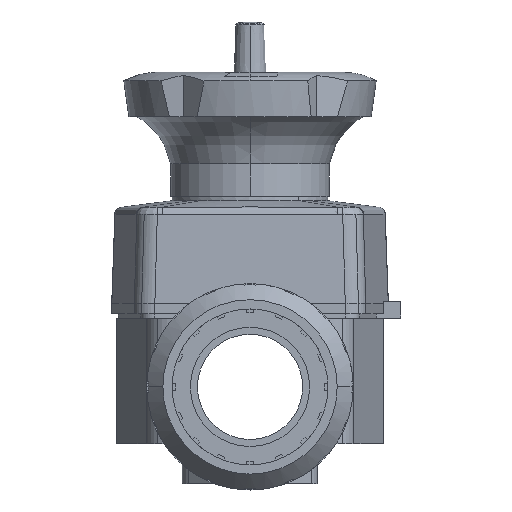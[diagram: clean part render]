
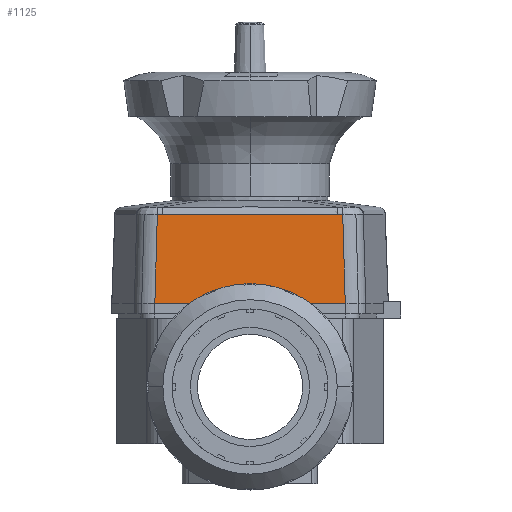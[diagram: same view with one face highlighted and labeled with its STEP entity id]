
A CAD part, left-side view. The second image highlights one B-rep face of the part: STEP entity #1125.
In plain terms, the highlighted planar face has unit normal (-0.999, 0, 0.035).
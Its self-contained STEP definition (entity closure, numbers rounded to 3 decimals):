
#1125=ADVANCED_FACE('',(#2453),#2454,.T.);
#2453=FACE_OUTER_BOUND('',#4922,.T.);
#2454=PLANE('',#4923);
#4922=EDGE_LOOP('',(#8547,#8548,#8549,#8550,#8551,#8552,#8553,#8554));
#4923=AXIS2_PLACEMENT_3D('',#8555,#8556,#8557);
#8547=ORIENTED_EDGE('',*,*,#11771,.F.);
#8548=ORIENTED_EDGE('',*,*,#11767,.F.);
#8549=ORIENTED_EDGE('',*,*,#11779,.F.);
#8550=ORIENTED_EDGE('',*,*,#11675,.F.);
#8551=ORIENTED_EDGE('',*,*,#11645,.F.);
#8552=ORIENTED_EDGE('',*,*,#11796,.T.);
#8553=ORIENTED_EDGE('',*,*,#11797,.F.);
#8554=ORIENTED_EDGE('',*,*,#11793,.F.);
#8555=CARTESIAN_POINT('',(-56.75,-53.269,39.7));
#8556=DIRECTION('',(-0.999,0.,0.035));
#8557=DIRECTION('',(0.,1.0,0.));
#11645=EDGE_CURVE('',#13943,#13945,#13946,.T.);
#11675=EDGE_CURVE('',#13945,#13999,#14000,.T.);
#11767=EDGE_CURVE('',#14133,#14135,#14136,.T.);
#11771=EDGE_CURVE('',#14135,#14122,#14141,.T.);
#11779=EDGE_CURVE('',#13999,#14133,#14152,.T.);
#11793=EDGE_CURVE('',#14122,#14170,#14171,.T.);
#11796=EDGE_CURVE('',#13943,#14174,#14175,.T.);
#11797=EDGE_CURVE('',#14170,#14174,#14176,.T.);
#13943=VERTEX_POINT('',#17707);
#13945=VERTEX_POINT('',#17710);
#13946=ELLIPSE('',#17711,286.537,10.0);
#13999=VERTEX_POINT('',#17782);
#14000=LINE('',#17783,#17784);
#14122=VERTEX_POINT('',#18115);
#14133=VERTEX_POINT('',#18144);
#14135=VERTEX_POINT('',#18146);
#14136=B_SPLINE_CURVE_WITH_KNOTS('',3,(#18147,#18148,#18149,#18150,#18151,#18152,#18153,#18154,#18155,#18156,#18157,#18158,#18159,#18160,#18161,#18162),.UNSPECIFIED.,.F.,.F.,(4,1,1,1,1,1,1,1,1,1,1,1,1,4),(-8.323,-8.249,-8.174,-8.026,-7.729,-7.134,-5.945,-3.567,-1.189,-0.595,-0.297,-0.149,-0.074,0.0),.UNSPECIFIED.);
#14141=B_SPLINE_CURVE_WITH_KNOTS('',3,(#18182,#18183,#18184,#18185),.UNSPECIFIED.,.F.,.F.,(4,4),(-0.245,0.0),.UNSPECIFIED.);
#14152=B_SPLINE_CURVE_WITH_KNOTS('',3,(#18211,#18212,#18213,#18214),.UNSPECIFIED.,.F.,.F.,(4,4),(-0.245,0.),.UNSPECIFIED.);
#14170=VERTEX_POINT('',#18258);
#14171=LINE('',#18259,#18260);
#14174=VERTEX_POINT('',#18263);
#14175=LINE('',#18264,#18265);
#14176=ELLIPSE('',#18266,286.537,10.0);
#17707=CARTESIAN_POINT('',(-56.75,45.243,39.7));
#17710=CARTESIAN_POINT('',(-56.75,45.248,39.7));
#17711=AXIS2_PLACEMENT_3D('',#21129,#21130,#21131);
#17782=CARTESIAN_POINT('',(-55.273,44.062,81.999));
#17783=CARTESIAN_POINT('',(-56.706,45.212,40.966));
#17784=VECTOR('',#21183,42.341);
#18115=CARTESIAN_POINT('',(-55.273,-44.062,81.999));
#18144=CARTESIAN_POINT('',(-55.271,41.615,82.044));
#18146=CARTESIAN_POINT('',(-55.271,-41.615,82.044));
#18147=CARTESIAN_POINT('',(-55.271,41.615,82.044));
#18148=CARTESIAN_POINT('',(-55.271,41.367,82.045));
#18149=CARTESIAN_POINT('',(-55.271,40.872,82.048));
#18150=CARTESIAN_POINT('',(-55.271,39.881,82.053));
#18151=CARTESIAN_POINT('',(-55.271,38.147,82.062));
#18152=CARTESIAN_POINT('',(-55.27,34.679,82.082));
#18153=CARTESIAN_POINT('',(-55.269,27.743,82.12));
#18154=CARTESIAN_POINT('',(-55.266,13.872,82.197));
#18155=CARTESIAN_POINT('',(-55.265,-5.945,82.237));
#18156=CARTESIAN_POINT('',(-55.268,-23.78,82.142));
#18157=CARTESIAN_POINT('',(-55.27,-34.679,82.082));
#18158=CARTESIAN_POINT('',(-55.271,-38.147,82.062));
#18159=CARTESIAN_POINT('',(-55.271,-39.881,82.053));
#18160=CARTESIAN_POINT('',(-55.271,-40.872,82.048));
#18161=CARTESIAN_POINT('',(-55.271,-41.367,82.045));
#18162=CARTESIAN_POINT('',(-55.271,-41.615,82.044));
#18182=CARTESIAN_POINT('',(-55.271,-41.615,82.044));
#18183=CARTESIAN_POINT('',(-55.271,-42.431,82.04));
#18184=CARTESIAN_POINT('',(-55.272,-43.247,82.023));
#18185=CARTESIAN_POINT('',(-55.273,-44.062,81.999));
#18211=CARTESIAN_POINT('',(-55.273,44.062,81.999));
#18212=CARTESIAN_POINT('',(-55.272,43.247,82.023));
#18213=CARTESIAN_POINT('',(-55.271,42.431,82.04));
#18214=CARTESIAN_POINT('',(-55.271,41.615,82.044));
#18258=CARTESIAN_POINT('',(-56.75,-45.248,39.7));
#18259=CARTESIAN_POINT('',(-56.729,-45.231,40.289));
#18260=VECTOR('',#21270,42.341);
#18263=CARTESIAN_POINT('',(-56.75,-45.243,39.7));
#18264=CARTESIAN_POINT('',(-56.75,0.,39.7));
#18265=VECTOR('',#21274,90.486);
#18266=AXIS2_PLACEMENT_3D('',#21275,#21276,#21277);
#21129=CARTESIAN_POINT('',(-46.75,45.243,326.063));
#21130=DIRECTION('',(0.999,0.,-0.035));
#21131=DIRECTION('',(-0.035,0.,-0.999));
#21183=DIRECTION('',(0.035,-0.028,0.999));
#21270=DIRECTION('',(-0.035,-0.028,-0.999));
#21274=DIRECTION('',(0.,-1.0,0.));
#21275=CARTESIAN_POINT('',(-46.75,-45.243,326.063));
#21276=DIRECTION('',(0.999,0.,-0.035));
#21277=DIRECTION('',(-0.035,0.,-0.999));
